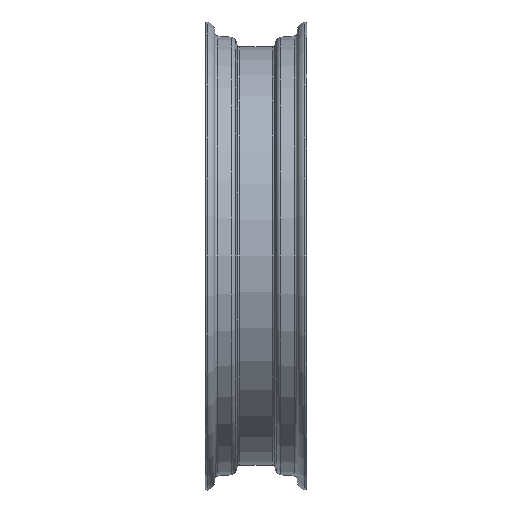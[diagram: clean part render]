
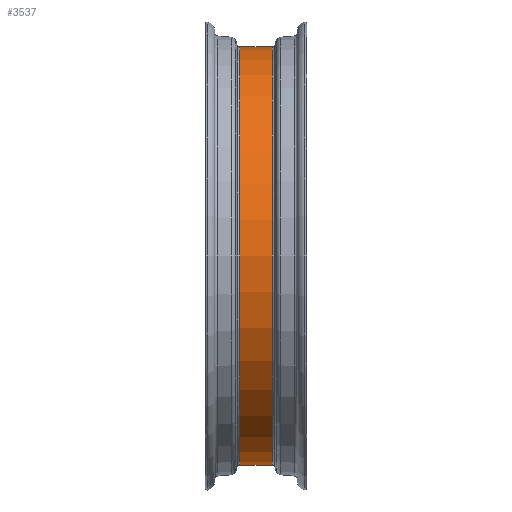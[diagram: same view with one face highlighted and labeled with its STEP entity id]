
A CAD part, front view. The second image highlights one B-rep face of the part: STEP entity #3537.
In plain terms, the highlighted cylindrical face has radius 192.79 mm (diameter 385.58 mm), a partial arc.
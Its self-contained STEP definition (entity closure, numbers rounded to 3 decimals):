
#183 = CARTESIAN_POINT ( 'NONE',  ( 14.93, 0., -192.79 ) ) ;
#1489 = FACE_OUTER_BOUND ( 'NONE', #2154, .T. ) ;
#2154 = EDGE_LOOP ( 'NONE', ( #2504, #9000, #16770, #16386 ) ) ;
#2295 = CARTESIAN_POINT ( 'NONE',  ( -14.93, 0., -192.79 ) ) ;
#2504 = ORIENTED_EDGE ( 'NONE', *, *, #9041, .F. ) ;
#2959 = DIRECTION ( 'NONE',  ( -1., 0., 0. ) ) ;
#3102 = VERTEX_POINT ( 'NONE', #2295 ) ;
#3134 = DIRECTION ( 'NONE',  ( -1., 0., 0. ) ) ;
#3537 = ADVANCED_FACE ( 'NONE', ( #1489 ), #22134, .T. ) ;
#4546 = EDGE_CURVE ( 'NONE', #17229, #13533, #19982, .T. ) ;
#5650 = DIRECTION ( 'NONE',  ( 0., 0., 1. ) ) ;
#5887 = CARTESIAN_POINT ( 'NONE',  ( -14.93, 0., 0. ) ) ;
#6157 = CARTESIAN_POINT ( 'NONE',  ( -14.93, 0., 192.79 ) ) ;
#6661 = EDGE_CURVE ( 'NONE', #20703, #17229, #7143, .T. ) ;
#7143 = CIRCLE ( 'NONE', #17222, 192.79 ) ;
#7215 = CARTESIAN_POINT ( 'NONE',  ( -85.509, 0., 0. ) ) ;
#7383 = CARTESIAN_POINT ( 'NONE',  ( -85.509, 0., -192.79 ) ) ;
#9000 = ORIENTED_EDGE ( 'NONE', *, *, #6661, .T. ) ;
#9041 = EDGE_CURVE ( 'NONE', #20703, #3102, #17591, .T. ) ;
#9643 = DIRECTION ( 'NONE',  ( -1., 0., 0. ) ) ;
#9939 = DIRECTION ( 'NONE',  ( -1., 0., 0. ) ) ;
#10059 = DIRECTION ( 'NONE',  ( 0., 0., 1. ) ) ;
#11652 = AXIS2_PLACEMENT_3D ( 'NONE', #5887, #9643, #5650 ) ;
#12320 = CARTESIAN_POINT ( 'NONE',  ( -85.509, 0., 192.79 ) ) ;
#12687 = CARTESIAN_POINT ( 'NONE',  ( 14.93, 0., 192.79 ) ) ;
#13533 = VERTEX_POINT ( 'NONE', #6157 ) ;
#15991 = AXIS2_PLACEMENT_3D ( 'NONE', #7215, #20213, #23956 ) ;
#16386 = ORIENTED_EDGE ( 'NONE', *, *, #17446, .F. ) ;
#16770 = ORIENTED_EDGE ( 'NONE', *, *, #4546, .T. ) ;
#17117 = CARTESIAN_POINT ( 'NONE',  ( 14.93, 0., 0. ) ) ;
#17222 = AXIS2_PLACEMENT_3D ( 'NONE', #17117, #9939, #10059 ) ;
#17229 = VERTEX_POINT ( 'NONE', #12687 ) ;
#17446 = EDGE_CURVE ( 'NONE', #3102, #13533, #22866, .T. ) ;
#17591 = LINE ( 'NONE', #7383, #21509 ) ;
#19982 = LINE ( 'NONE', #12320, #24026 ) ;
#20213 = DIRECTION ( 'NONE',  ( -1., 0., 0. ) ) ;
#20703 = VERTEX_POINT ( 'NONE', #183 ) ;
#21509 = VECTOR ( 'NONE', #3134, 1000. ) ;
#22134 = CYLINDRICAL_SURFACE ( 'NONE', #15991, 192.79 ) ;
#22866 = CIRCLE ( 'NONE', #11652, 192.79 ) ;
#23956 = DIRECTION ( 'NONE',  ( 0., 0., 1. ) ) ;
#24026 = VECTOR ( 'NONE', #2959, 1000. ) ;
